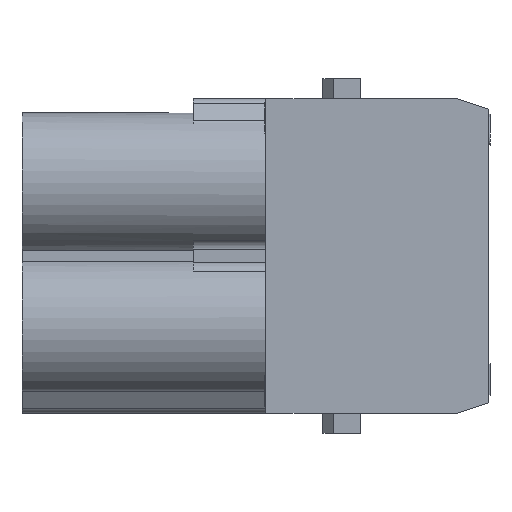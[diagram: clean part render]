
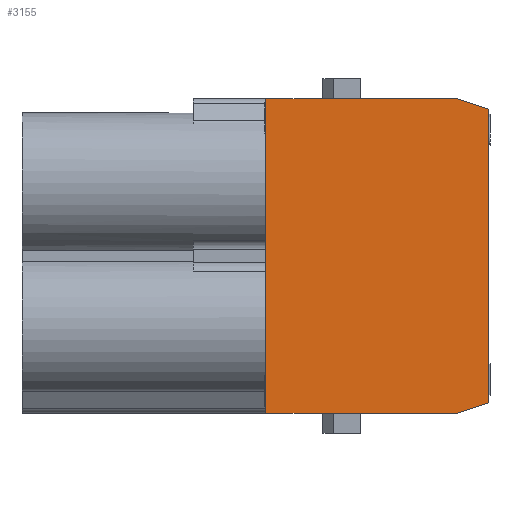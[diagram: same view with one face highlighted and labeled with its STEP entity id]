
A CAD part, left-side view. The second image highlights one B-rep face of the part: STEP entity #3155.
In plain terms, the highlighted planar face has unit normal (-1, 0, 0).
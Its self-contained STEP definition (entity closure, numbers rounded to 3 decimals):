
#167=DIRECTION('',(0.,1.,0.));
#168=VECTOR('',#167,18.5);
#169=CARTESIAN_POINT('',(-7.3,-42.,15.15));
#170=LINE('',#169,#168);
#211=DIRECTION('',(0.,-1.,0.));
#212=VECTOR('',#211,18.5);
#213=CARTESIAN_POINT('',(-7.3,-23.5,-15.15));
#214=LINE('',#213,#212);
#235=DIRECTION('',(0.,-0.949,-0.316));
#236=VECTOR('',#235,3.162);
#237=CARTESIAN_POINT('',(-7.3,-42.,15.15));
#238=LINE('',#237,#236);
#239=DIRECTION('',(0.,0.949,-0.316));
#240=VECTOR('',#239,3.162);
#241=CARTESIAN_POINT('',(-7.3,-45.,-14.15));
#242=LINE('',#241,#240);
#247=DIRECTION('',(0.,0.,1.));
#248=VECTOR('',#247,28.3);
#249=CARTESIAN_POINT('',(-7.3,-45.,-14.15));
#250=LINE('',#249,#248);
#793=DIRECTION('',(0.,0.,-1.));
#794=VECTOR('',#793,30.3);
#795=CARTESIAN_POINT('',(-7.3,-23.5,15.15));
#796=LINE('',#795,#794);
#2311=CARTESIAN_POINT('',(-7.3,-42.,15.15));
#2312=VERTEX_POINT('',#2311);
#2313=CARTESIAN_POINT('',(-7.3,-23.5,15.15));
#2314=VERTEX_POINT('',#2313);
#2339=CARTESIAN_POINT('',(-7.3,-23.5,-15.15));
#2340=CARTESIAN_POINT('',(-7.3,-42.,-15.15));
#2341=VERTEX_POINT('',#2339);
#2342=VERTEX_POINT('',#2340);
#2359=CARTESIAN_POINT('',(-7.3,-45.,14.15));
#2360=VERTEX_POINT('',#2359);
#2361=CARTESIAN_POINT('',(-7.3,-45.,-14.15));
#2362=VERTEX_POINT('',#2361);
#3138=CARTESIAN_POINT('',(-7.3,0.,-15.15));
#3139=DIRECTION('',(-1.,0.,0.));
#3140=DIRECTION('',(0.,0.,1.));
#3141=AXIS2_PLACEMENT_3D('',#3138,#3139,#3140);
#3142=PLANE('',#3141);
#3143=ORIENTED_EDGE('',*,*,#3055,.F.);
#3145=ORIENTED_EDGE('',*,*,#3144,.T.);
#3147=ORIENTED_EDGE('',*,*,#3146,.F.);
#3149=ORIENTED_EDGE('',*,*,#3148,.T.);
#3150=ORIENTED_EDGE('',*,*,#3107,.F.);
#3152=ORIENTED_EDGE('',*,*,#3151,.F.);
#3153=EDGE_LOOP('',(#3143,#3145,#3147,#3149,#3150,#3152));
#3154=FACE_OUTER_BOUND('',#3153,.F.);
#3155=ADVANCED_FACE('',(#3154),#3142,.T.);
#3055=EDGE_CURVE('',#2312,#2314,#170,.T.);
#3107=EDGE_CURVE('',#2341,#2342,#214,.T.);
#3144=EDGE_CURVE('',#2312,#2360,#238,.T.);
#3146=EDGE_CURVE('',#2362,#2360,#250,.T.);
#3148=EDGE_CURVE('',#2362,#2342,#242,.T.);
#3151=EDGE_CURVE('',#2314,#2341,#796,.T.);
